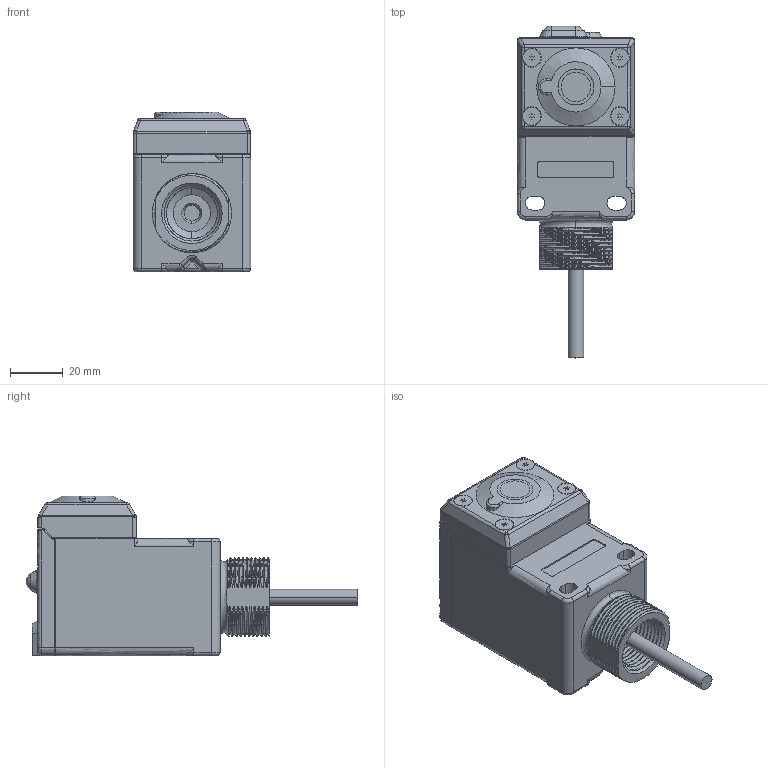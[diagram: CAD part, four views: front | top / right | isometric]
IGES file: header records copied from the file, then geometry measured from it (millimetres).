
Start section:  PTC IGES file: 156717.igs
Global section: file name: 156717.igs; native system: Pro/ENGINEER by Parametric Technology Corporation; preprocessor: 2009141; author: banengservice; organization: Unknown; date: 20110525.094517; units: inch
Bounding box: 44.53 x 125.61 x 60.5 mm (x, y, z)
Volume: 75343 mm3; surface area: 49104.7 mm2
Topology: 3 solids, 4 shells, 1013 faces, 2590 edges, 1585 vertices
Faces by surface type: bspline 512, revolution 501
